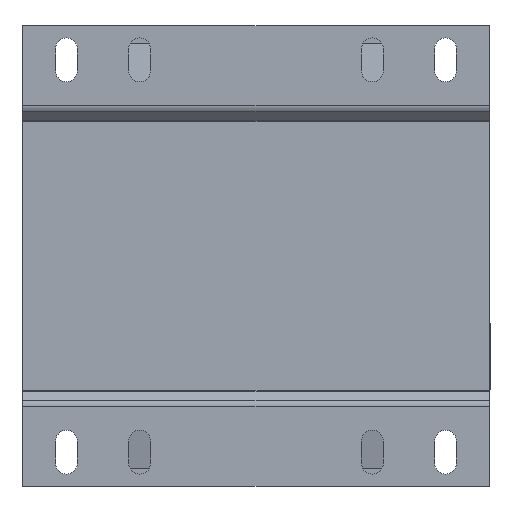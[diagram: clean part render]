
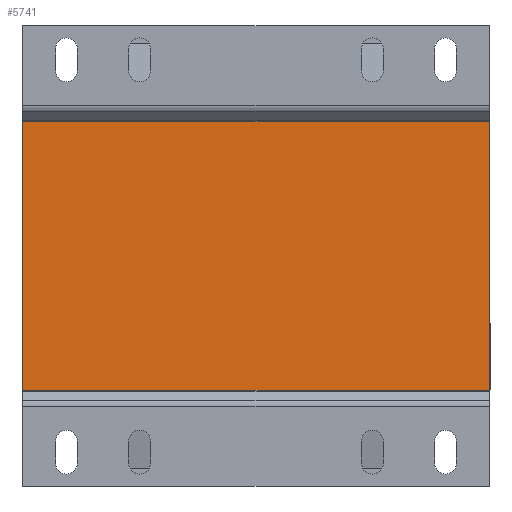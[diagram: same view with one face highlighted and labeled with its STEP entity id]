
A CAD part, front view. The second image highlights one B-rep face of the part: STEP entity #5741.
In plain terms, the highlighted planar face has unit normal (0, -1, 0).
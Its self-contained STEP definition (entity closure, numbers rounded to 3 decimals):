
#20 = CARTESIAN_POINT ( 'NONE',  ( 95.75, -82.5, 96. ) ) ;
#504 = CARTESIAN_POINT ( 'NONE',  ( 95.75, -82.5, -55. ) ) ;
#579 = ORIENTED_EDGE ( 'NONE', *, *, #2040, .F. ) ;
#747 = EDGE_CURVE ( 'Defeature ausgef�hrt2_59+Defeature ausgef�hrt2_58+Defeature ausgef�hrt2_53+Defeature ausgef�hrt2_60', #5716, #2713, #4312, .T. ) ;
#993 = CARTESIAN_POINT ( 'NONE',  ( -95.75, -82.5, 96. ) ) ;
#1043 = DIRECTION ( 'NONE',  ( -1., 0., 0. ) ) ;
#1053 = VERTEX_POINT ( 'NONE', #8751 ) ;
#1129 = LINE ( 'NONE', #8252, #6972 ) ;
#1306 = CARTESIAN_POINT ( 'NONE',  ( -95.75, -82.5, -55. ) ) ;
#1372 = CARTESIAN_POINT ( 'NONE',  ( 0., -82.5, 0. ) ) ;
#1710 = VECTOR ( 'NONE', #2890, 1000. ) ;
#2040 = EDGE_CURVE ( 'Defeature ausgef�hrt2_60+Defeature ausgef�hrt2_59+Defeature ausgef�hrt2_50+Defeature ausgef�hrt2_58', #1053, #2713, #3623, .T. ) ;
#2336 = EDGE_CURVE ( 'Defeature ausgef�hrt2_59+Defeature ausgef�hrt2_50+Defeature ausgef�hrt2_60+Defeature ausgef�hrt2_53', #1053, #8145, #1129, .T. ) ;
#2665 = VECTOR ( 'NONE', #3904, 1000. ) ;
#2713 = VERTEX_POINT ( 'NONE', #8309 ) ;
#2890 = DIRECTION ( 'NONE',  ( 0., 0., -1. ) ) ;
#3623 = LINE ( 'NONE', #20, #1710 ) ;
#3876 = VECTOR ( 'NONE', #8506, 1000. ) ;
#3904 = DIRECTION ( 'NONE',  ( 0., 0., 1. ) ) ;
#4144 = ORIENTED_EDGE ( 'NONE', *, *, #5418, .F. ) ;
#4264 = PLANE ( 'NONE',  #7354 ) ;
#4312 = LINE ( 'NONE', #504, #3876 ) ;
#4583 = LINE ( 'NONE', #993, #2665 ) ;
#5113 = CARTESIAN_POINT ( 'NONE',  ( -95.75, -82.5, 55. ) ) ;
#5218 = ORIENTED_EDGE ( 'NONE', *, *, #747, .T. ) ;
#5418 = EDGE_CURVE ( 'Defeature ausgef�hrt2_53+Defeature ausgef�hrt2_59+Defeature ausgef�hrt2_58+Defeature ausgef�hrt2_50', #5716, #8145, #4583, .T. ) ;
#5671 = DIRECTION ( 'NONE',  ( 0., 1., 0. ) ) ;
#5716 = VERTEX_POINT ( 'NONE', #1306 ) ;
#5741 = ADVANCED_FACE ( 'Defeature ausgef�hrt2_59', ( #7827 ), #4264, .F. ) ;
#6691 = ORIENTED_EDGE ( 'NONE', *, *, #2336, .T. ) ;
#6972 = VECTOR ( 'NONE', #1043, 1000. ) ;
#7354 = AXIS2_PLACEMENT_3D ( 'NONE', #1372, #5671, #8521 ) ;
#7827 = FACE_OUTER_BOUND ( 'NONE', #8721, .T. ) ;
#8145 = VERTEX_POINT ( 'NONE', #5113 ) ;
#8252 = CARTESIAN_POINT ( 'NONE',  ( 95.75, -82.5, 55. ) ) ;
#8309 = CARTESIAN_POINT ( 'NONE',  ( 95.75, -82.5, -55. ) ) ;
#8506 = DIRECTION ( 'NONE',  ( 1., 0., 0. ) ) ;
#8521 = DIRECTION ( 'NONE',  ( 0., 0., 1. ) ) ;
#8721 = EDGE_LOOP ( 'NONE', ( #6691, #4144, #5218, #579 ) ) ;
#8751 = CARTESIAN_POINT ( 'NONE',  ( 95.75, -82.5, 55. ) ) ;
